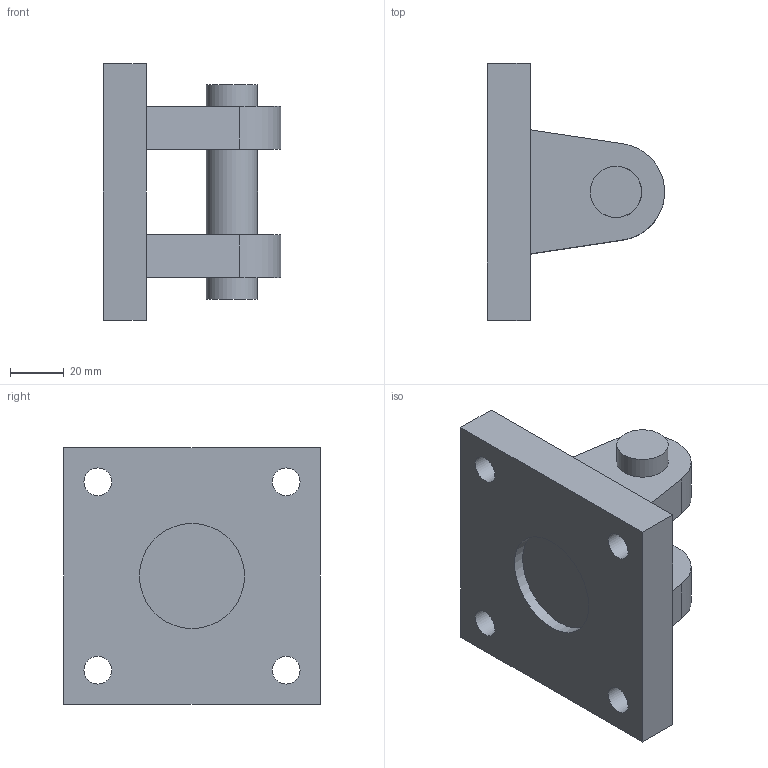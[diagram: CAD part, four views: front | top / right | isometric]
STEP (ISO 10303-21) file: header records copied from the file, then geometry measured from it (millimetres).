
FILE_DESCRIPTION(/* description */ ('Unknown'),/* implementation_level */ '2;1');
FILE_NAME(/* name */ '1309.325.09F',/* time_stamp */ '2019-09-30T08:41:54-04:00',/* author */ ('Unknown'),/* organization */ ('Unknown'),/* preprocessor_version */ 'ST-DEVELOPER v16.7',/* originating_system */ 'DEX',/* authorisation */ $);
FILE_SCHEMA (('AUTOMOTIVE_DESIGN {1 0 10303 214 3 1 1}'));
Length unit declared in the file: millimetre
Products named in the file (3): 1309.325.09F; _DMR-4_b; _DMR-4_p
Assembly tree (2 placements, depth 2):
  1309.325.09F
    _DMR-4_b
    _DMR-4_p
Bounding box: 65.69 x 95.25 x 95.25 mm (x, y, z)
Volume: 205108.4 mm3; surface area: 41881.9 mm2
Topology: 2 solids, 2 shells, 27 faces, 60 edges, 40 vertices
Faces by surface type: plane 17, cylinder 10
Full cylindrical faces by diameter (mm): 10.319 x4, 19.05 x3, 39 x1
Entity records: 975 total; most frequent: DIRECTION 132, CARTESIAN_POINT 122, ORIENTED_EDGE 104, EDGE_CURVE 52, EDGE_LOOP 50, FACE_BOUND 50, AXIS2_PLACEMENT_3D 50, VERTEX_POINT 40
